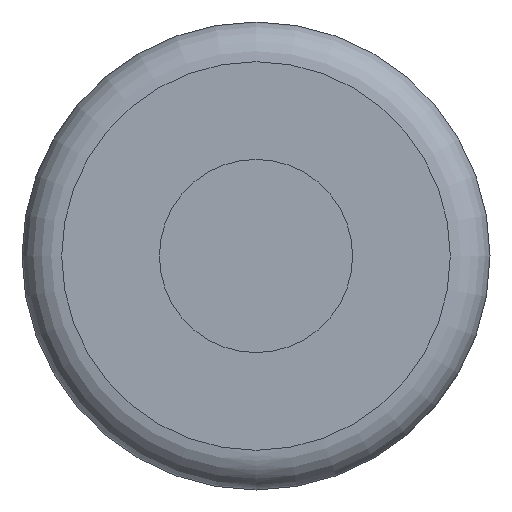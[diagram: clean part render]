
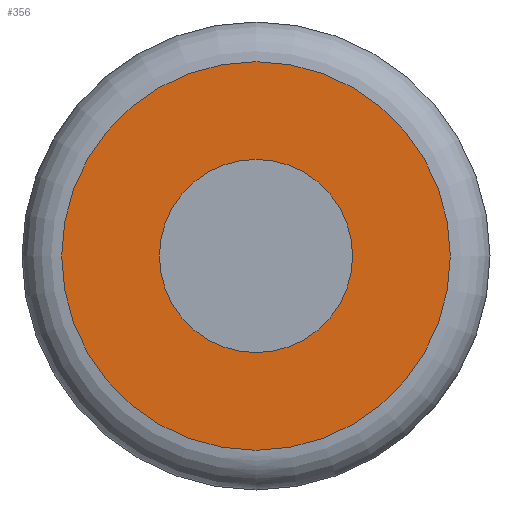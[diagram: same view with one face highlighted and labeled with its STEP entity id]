
A CAD part, left-side view. The second image highlights one B-rep face of the part: STEP entity #356.
In plain terms, the highlighted planar face has unit normal (-1, 0, 0).
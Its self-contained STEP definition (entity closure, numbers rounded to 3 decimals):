
#43=PLANE('',#431);
#76=ORIENTED_EDGE('',*,*,#139,.T.);
#77=ORIENTED_EDGE('',*,*,#140,.T.);
#139=EDGE_CURVE('',#171,#171,#203,.T.);
#140=EDGE_CURVE('',#172,#172,#204,.F.);
#171=VERTEX_POINT('',#660);
#172=VERTEX_POINT('',#662);
#203=CIRCLE('',#432,7.3);
#204=CIRCLE('',#433,14.681);
#236=EDGE_LOOP('',(#76));
#237=EDGE_LOOP('',(#77));
#300=FACE_BOUND('',#236,.T.);
#301=FACE_BOUND('',#237,.T.);
#356=ADVANCED_FACE('',(#300,#301),#43,.F.);
#431=AXIS2_PLACEMENT_3D('',#658,#542,#543);
#432=AXIS2_PLACEMENT_3D('',#659,#544,#545);
#433=AXIS2_PLACEMENT_3D('',#661,#546,#547);
#542=DIRECTION('',(1.,0.,0.));
#543=DIRECTION('',(0.,0.,-1.));
#544=DIRECTION('',(1.,0.,0.));
#545=DIRECTION('',(0.,0.,-1.));
#546=DIRECTION('',(1.,0.,0.));
#547=DIRECTION('',(0.,0.,-1.));
#658=CARTESIAN_POINT('',(0.,0.,0.));
#659=CARTESIAN_POINT('',(0.,0.,0.));
#660=CARTESIAN_POINT('',(0.,0.,-7.3));
#661=CARTESIAN_POINT('',(0.,0.,0.));
#662=CARTESIAN_POINT('',(0.,0.,-14.681));
